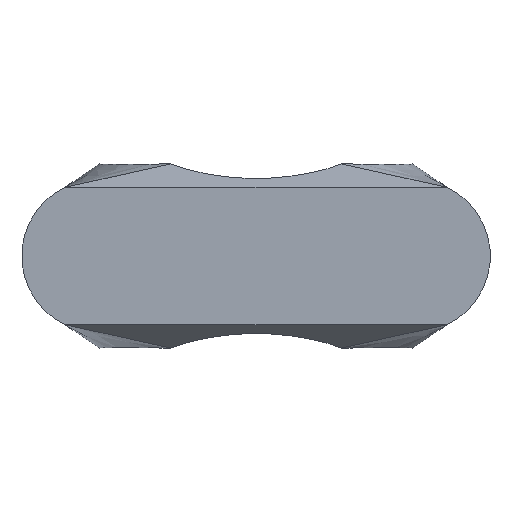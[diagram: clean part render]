
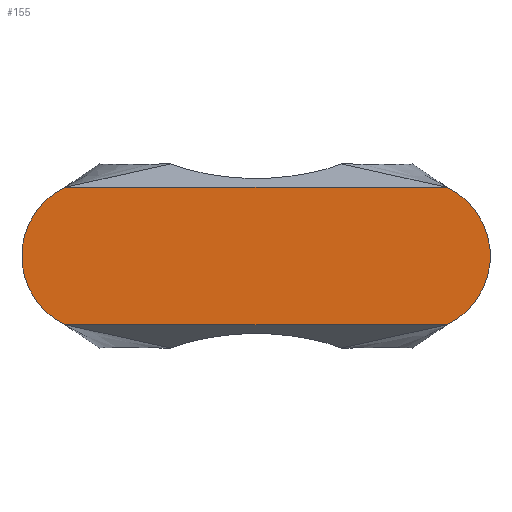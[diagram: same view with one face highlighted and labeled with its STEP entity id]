
A CAD part, front view. The second image highlights one B-rep face of the part: STEP entity #155.
In plain terms, the highlighted planar face has unit normal (0, -1, 0).
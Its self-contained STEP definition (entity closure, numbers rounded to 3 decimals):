
#103 = VERTEX_POINT ( 'NONE', #11444 ) ;
#146 = AXIS2_PLACEMENT_3D ( 'NONE', #8315, #1347, #9492 ) ;
#155 = ADVANCED_FACE ( 'NONE', ( #2599 ), #1250, .T. ) ;
#774 = DIRECTION ( 'NONE',  ( 0., 0., 1. ) ) ;
#841 = EDGE_CURVE ( 'NONE', #103, #11657, #2069, .T. ) ;
#949 = CARTESIAN_POINT ( 'NONE',  ( -30.988, -46.507, -11.112 ) ) ;
#1085 = CIRCLE ( 'NONE', #14084, 12.332 ) ;
#1250 = PLANE ( 'NONE',  #146 ) ;
#1323 = DIRECTION ( 'NONE',  ( 1., 0., 0. ) ) ;
#1347 = DIRECTION ( 'NONE',  ( 0., -1., 0. ) ) ;
#2069 = LINE ( 'NONE', #3729, #5176 ) ;
#2127 = CIRCLE ( 'NONE', #3473, 12.332 ) ;
#2599 = FACE_OUTER_BOUND ( 'NONE', #3813, .T. ) ;
#3473 = AXIS2_PLACEMENT_3D ( 'NONE', #14481, #7722, #774 ) ;
#3527 = EDGE_CURVE ( 'NONE', #11424, #103, #2127, .T. ) ;
#3729 = CARTESIAN_POINT ( 'NONE',  ( 30.988, -46.507, 11.112 ) ) ;
#3813 = EDGE_LOOP ( 'NONE', ( #13324, #10156, #10231, #9566 ) ) ;
#5176 = VECTOR ( 'NONE', #7389, 1000. ) ;
#5425 = CARTESIAN_POINT ( 'NONE',  ( -25.641, -46.507, 0. ) ) ;
#6547 = VERTEX_POINT ( 'NONE', #949 ) ;
#6592 = DIRECTION ( 'NONE',  ( 0., 0., 1. ) ) ;
#7008 = CARTESIAN_POINT ( 'NONE',  ( 30.988, -46.507, -11.113 ) ) ;
#7389 = DIRECTION ( 'NONE',  ( -1., 0., 0. ) ) ;
#7672 = CARTESIAN_POINT ( 'NONE',  ( -30.988, -46.507, 11.113 ) ) ;
#7722 = DIRECTION ( 'NONE',  ( 0., -1., 0. ) ) ;
#7842 = VECTOR ( 'NONE', #1323, 1000. ) ;
#8280 = CARTESIAN_POINT ( 'NONE',  ( -30.988, -46.507, -11.112 ) ) ;
#8315 = CARTESIAN_POINT ( 'NONE',  ( 25.641, -46.507, 0. ) ) ;
#9327 = EDGE_CURVE ( 'NONE', #6547, #11424, #14011, .T. ) ;
#9492 = DIRECTION ( 'NONE',  ( 0., 0., 1. ) ) ;
#9566 = ORIENTED_EDGE ( 'NONE', *, *, #9327, .T. ) ;
#10156 = ORIENTED_EDGE ( 'NONE', *, *, #841, .T. ) ;
#10231 = ORIENTED_EDGE ( 'NONE', *, *, #11232, .T. ) ;
#11232 = EDGE_CURVE ( 'NONE', #11657, #6547, #1085, .T. ) ;
#11424 = VERTEX_POINT ( 'NONE', #7008 ) ;
#11444 = CARTESIAN_POINT ( 'NONE',  ( 30.988, -46.507, 11.112 ) ) ;
#11657 = VERTEX_POINT ( 'NONE', #7672 ) ;
#13324 = ORIENTED_EDGE ( 'NONE', *, *, #3527, .T. ) ;
#13566 = DIRECTION ( 'NONE',  ( 0., -1., 0. ) ) ;
#14011 = LINE ( 'NONE', #8280, #7842 ) ;
#14084 = AXIS2_PLACEMENT_3D ( 'NONE', #5425, #13566, #6592 ) ;
#14481 = CARTESIAN_POINT ( 'NONE',  ( 25.641, -46.507, 0. ) ) ;
